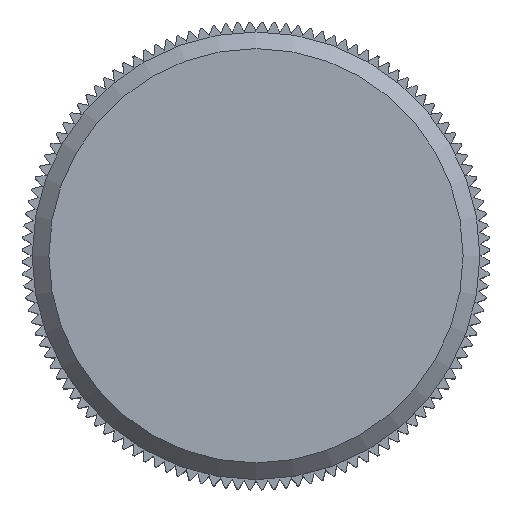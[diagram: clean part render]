
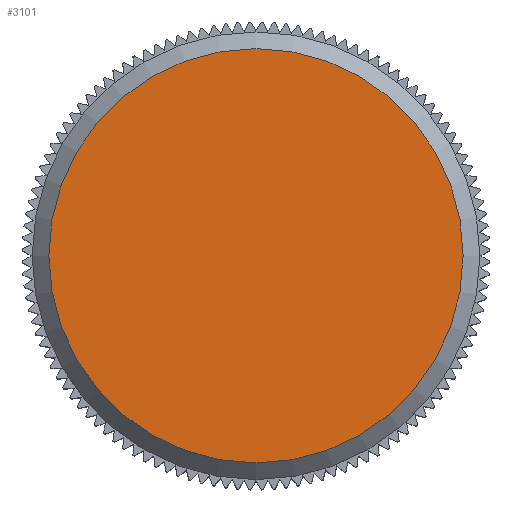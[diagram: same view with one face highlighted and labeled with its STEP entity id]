
A CAD part, top view. The second image highlights one B-rep face of the part: STEP entity #3101.
In plain terms, the highlighted planar face has unit normal (0, 0, 1).
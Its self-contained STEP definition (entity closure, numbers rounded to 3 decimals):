
#70 = VERTEX_POINT('',#71);
#71 = CARTESIAN_POINT('',(12.4,0.,16.));
#79 = EDGE_CURVE('',#70,#70,#80,.T.);
#80 = CIRCLE('',#81,12.4);
#81 = AXIS2_PLACEMENT_3D('',#82,#83,#84);
#82 = CARTESIAN_POINT('',(0.,0.,16.));
#83 = DIRECTION('',(0.,0.,1.));
#84 = DIRECTION('',(1.,0.,-0.));
#3101 = ADVANCED_FACE('',(#3102),#3105,.T.);
#3102 = FACE_BOUND('',#3103,.T.);
#3103 = EDGE_LOOP('',(#3104));
#3104 = ORIENTED_EDGE('',*,*,#79,.T.);
#3105 = PLANE('',#3106);
#3106 = AXIS2_PLACEMENT_3D('',#3107,#3108,#3109);
#3107 = CARTESIAN_POINT('',(0.,0.,16.));
#3108 = DIRECTION('',(0.,0.,1.));
#3109 = DIRECTION('',(1.,0.,-0.));
